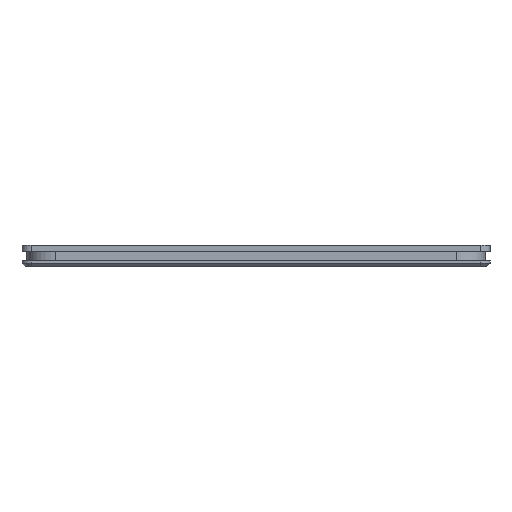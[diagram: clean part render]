
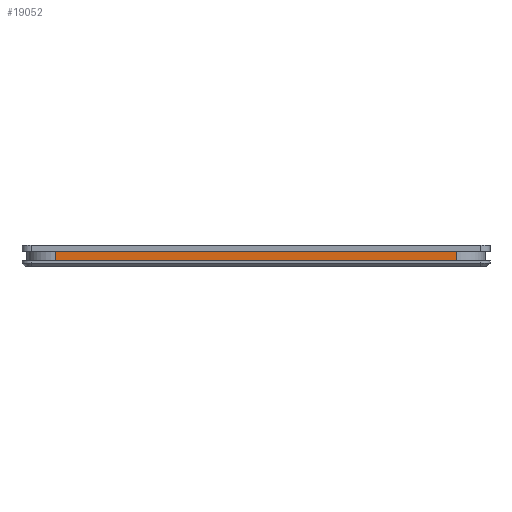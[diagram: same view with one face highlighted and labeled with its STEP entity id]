
A CAD part, front view. The second image highlights one B-rep face of the part: STEP entity #19052.
In plain terms, the highlighted planar face has unit normal (0, -1, 0).
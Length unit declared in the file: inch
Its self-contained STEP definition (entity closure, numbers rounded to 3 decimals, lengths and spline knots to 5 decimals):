
#1456=DIRECTION('',(1.,0.,0.));
#1457=VECTOR('',#1456,3.462);
#1458=CARTESIAN_POINT('',(-1.731,-1.981,-0.054));
#1459=LINE('',#1458,#1457);
#8957=DIRECTION('',(0.,0.,1.));
#8958=VECTOR('',#8957,0.08);
#8959=CARTESIAN_POINT('',(1.731,-1.981,-0.134));
#8960=LINE('',#8959,#8958);
#8964=DIRECTION('',(1.,0.,0.));
#8965=VECTOR('',#8964,3.462);
#8966=CARTESIAN_POINT('',(-1.731,-1.981,-0.134));
#8967=LINE('',#8966,#8965);
#8971=DIRECTION('',(0.,0.,-1.));
#8972=VECTOR('',#8971,0.08);
#8973=CARTESIAN_POINT('',(-1.731,-1.981,-0.054));
#8974=LINE('',#8973,#8972);
#10335=CARTESIAN_POINT('',(1.731,-1.981,-0.134));
#10336=CARTESIAN_POINT('',(1.731,-1.981,-0.054));
#10337=VERTEX_POINT('',#10335);
#10338=VERTEX_POINT('',#10336);
#10351=CARTESIAN_POINT('',(-1.731,-1.981,-0.054));
#10352=CARTESIAN_POINT('',(-1.731,-1.981,-0.134));
#10353=VERTEX_POINT('',#10351);
#10354=VERTEX_POINT('',#10352);
#19039=CARTESIAN_POINT('',(-2.0225,-1.981,-0.134));
#19040=DIRECTION('',(0.,1.,0.));
#19041=DIRECTION('',(0.,0.,1.));
#19042=AXIS2_PLACEMENT_3D('',#19039,#19040,#19041);
#19043=PLANE('',#19042);
#19045=ORIENTED_EDGE('',*,*,#19044,.F.);
#19046=ORIENTED_EDGE('',*,*,#19020,.F.);
#19048=ORIENTED_EDGE('',*,*,#19047,.F.);
#19049=ORIENTED_EDGE('',*,*,#10904,.T.);
#19050=EDGE_LOOP('',(#19045,#19046,#19048,#19049));
#19051=FACE_OUTER_BOUND('',#19050,.F.);
#10904=EDGE_CURVE('',#10353,#10338,#1459,.T.);
#19020=EDGE_CURVE('',#10354,#10337,#8967,.T.);
#19044=EDGE_CURVE('',#10337,#10338,#8960,.T.);
#19047=EDGE_CURVE('',#10353,#10354,#8974,.T.);
#19052=ADVANCED_FACE('',(#19051),#19043,.F.);
